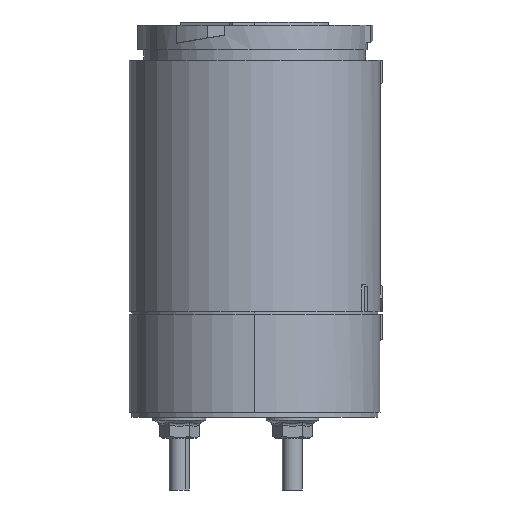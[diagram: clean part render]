
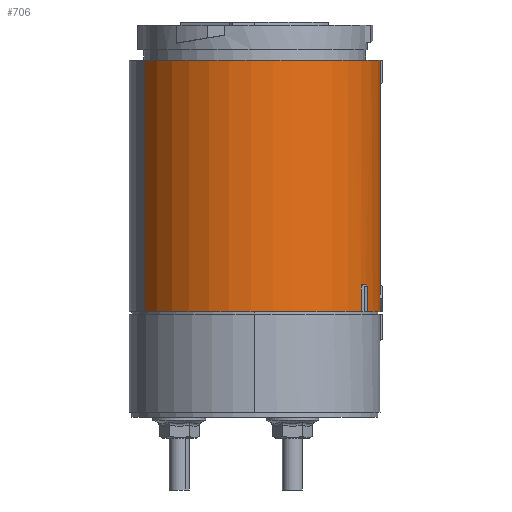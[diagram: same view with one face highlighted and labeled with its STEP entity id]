
A CAD part, left-side view. The second image highlights one B-rep face of the part: STEP entity #706.
In plain terms, the highlighted cylindrical face has radius 25 mm (diameter 50 mm), a partial arc.
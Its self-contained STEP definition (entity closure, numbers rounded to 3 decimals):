
#34=(
BOUNDED_CURVE()
B_SPLINE_CURVE(3,(#9489,#9490,#9491,#9492),.UNSPECIFIED.,.F.,.F.)
B_SPLINE_CURVE_WITH_KNOTS((4,4),(0.,1.),.UNSPECIFIED.)
CURVE()
GEOMETRIC_REPRESENTATION_ITEM()
RATIONAL_B_SPLINE_CURVE((1.,0.997,0.997,1.))
REPRESENTATION_ITEM('')
);
#35=(
BOUNDED_CURVE()
B_SPLINE_CURVE(3,(#9500,#9501,#9502,#9503),.UNSPECIFIED.,.F.,.F.)
B_SPLINE_CURVE_WITH_KNOTS((4,4),(0.,1.),.UNSPECIFIED.)
CURVE()
GEOMETRIC_REPRESENTATION_ITEM()
RATIONAL_B_SPLINE_CURVE((1.,0.998,0.998,1.))
REPRESENTATION_ITEM('')
);
#36=(
BOUNDED_CURVE()
B_SPLINE_CURVE(3,(#9510,#9511,#9512,#9513),.UNSPECIFIED.,.F.,.F.)
B_SPLINE_CURVE_WITH_KNOTS((4,4),(0.,1.),.UNSPECIFIED.)
CURVE()
GEOMETRIC_REPRESENTATION_ITEM()
RATIONAL_B_SPLINE_CURVE((1.,1.,1.,1.))
REPRESENTATION_ITEM('')
);
#227=B_SPLINE_CURVE_WITH_KNOTS('',3,(#9596,#9597,#9598,#9599),
 .UNSPECIFIED.,.F.,.F.,(4,4),(0.,1.),.UNSPECIFIED.);
#228=B_SPLINE_CURVE_WITH_KNOTS('',3,(#9601,#9602,#9603,#9604),
 .UNSPECIFIED.,.F.,.F.,(4,4),(0.,1.),.UNSPECIFIED.);
#706=ADVANCED_FACE('NONE',(#1022),#803,.T.);
#803=CYLINDRICAL_SURFACE('',#5654,25.);
#1022=FACE_OUTER_BOUND('',#1304,.T.);
#1304=EDGE_LOOP('',(#3339,#3340,#3341,#3342,#3343,#3344,#3345,#3346,#3347,
#3348,#3349,#3350,#3351,#3352,#3353,#3354,#3355));
#1666=LINE('',#9498,#2055);
#1672=LINE('',#9522,#2061);
#1674=LINE('',#9525,#2063);
#1685=LINE('',#9576,#2074);
#1692=LINE('',#9590,#2081);
#1693=LINE('',#9594,#2082);
#1694=LINE('',#9606,#2083);
#2055=VECTOR('',#6923,1.);
#2061=VECTOR('',#6935,1.);
#2063=VECTOR('',#6939,1.);
#2074=VECTOR('',#6980,1.);
#2081=VECTOR('',#6999,1.);
#2082=VECTOR('',#7002,1.);
#2083=VECTOR('',#7003,1.);
#3339=ORIENTED_EDGE('',*,*,#4827,.T.);
#3340=ORIENTED_EDGE('',*,*,#4798,.F.);
#3341=ORIENTED_EDGE('',*,*,#4792,.F.);
#3342=ORIENTED_EDGE('',*,*,#4796,.F.);
#3343=ORIENTED_EDGE('',*,*,#4828,.T.);
#3344=ORIENTED_EDGE('',*,*,#4789,.F.);
#3345=ORIENTED_EDGE('',*,*,#4785,.F.);
#3346=ORIENTED_EDGE('',*,*,#4788,.F.);
#3347=ORIENTED_EDGE('',*,*,#4829,.T.);
#3348=ORIENTED_EDGE('',*,*,#4830,.T.);
#3349=ORIENTED_EDGE('',*,*,#4831,.F.);
#3350=ORIENTED_EDGE('',*,*,#4832,.T.);
#3351=ORIENTED_EDGE('',*,*,#4833,.T.);
#3352=ORIENTED_EDGE('',*,*,#4834,.T.);
#3353=ORIENTED_EDGE('',*,*,#4835,.T.);
#3354=ORIENTED_EDGE('',*,*,#4836,.F.);
#3355=ORIENTED_EDGE('',*,*,#4820,.F.);
#4002=VERTEX_POINT('',#9488);
#4003=VERTEX_POINT('',#9493);
#4004=VERTEX_POINT('',#9497);
#4005=VERTEX_POINT('',#9504);
#4006=VERTEX_POINT('',#9508);
#4008=VERTEX_POINT('',#9514);
#4010=VERTEX_POINT('',#9520);
#4012=VERTEX_POINT('',#9526);
#4028=VERTEX_POINT('',#9571);
#4030=VERTEX_POINT('',#9575);
#4031=VERTEX_POINT('',#9589);
#4032=VERTEX_POINT('',#9591);
#4033=VERTEX_POINT('',#9593);
#4034=VERTEX_POINT('',#9595);
#4035=VERTEX_POINT('',#9600);
#4036=VERTEX_POINT('',#9605);
#4037=VERTEX_POINT('',#9607);
#4785=EDGE_CURVE('NONE',#4002,#4003,#34,.T.);
#4788=EDGE_CURVE('NONE',#4004,#4002,#1666,.T.);
#4789=EDGE_CURVE('NONE',#4003,#4005,#35,.T.);
#4792=EDGE_CURVE('NONE',#4006,#4008,#36,.T.);
#4796=EDGE_CURVE('NONE',#4010,#4006,#1672,.T.);
#4798=EDGE_CURVE('NONE',#4008,#4012,#1674,.T.);
#4820=EDGE_CURVE('NONE',#4030,#4028,#1685,.T.);
#4827=EDGE_CURVE('NONE',#4030,#4012,#5131,.T.);
#4828=EDGE_CURVE('NONE',#4010,#4005,#5132,.T.);
#4829=EDGE_CURVE('NONE',#4004,#4031,#5133,.T.);
#4830=EDGE_CURVE('NONE',#4031,#4032,#1692,.T.);
#4831=EDGE_CURVE('NONE',#4033,#4032,#5134,.T.);
#4832=EDGE_CURVE('NONE',#4033,#4034,#1693,.T.);
#4833=EDGE_CURVE('NONE',#4034,#4035,#227,.T.);
#4834=EDGE_CURVE('NONE',#4035,#4036,#228,.T.);
#4835=EDGE_CURVE('NONE',#4036,#4037,#1694,.T.);
#4836=EDGE_CURVE('NONE',#4028,#4037,#5135,.T.);
#5131=CIRCLE('',#5649,25.);
#5132=CIRCLE('',#5650,25.);
#5133=CIRCLE('',#5651,25.);
#5134=CIRCLE('',#5652,25.);
#5135=CIRCLE('',#5653,25.);
#5649=AXIS2_PLACEMENT_3D('',#9586,#6993,#6994);
#5650=AXIS2_PLACEMENT_3D('',#9587,#6995,#6996);
#5651=AXIS2_PLACEMENT_3D('',#9588,#6997,#6998);
#5652=AXIS2_PLACEMENT_3D('',#9592,#7000,#7001);
#5653=AXIS2_PLACEMENT_3D('',#9608,#7004,#7005);
#5654=AXIS2_PLACEMENT_3D('',#9609,#7006,#7007);
#6923=DIRECTION('',(0.,0.,1.));
#6935=DIRECTION('',(0.,0.,1.));
#6939=DIRECTION('',(0.,0.,-1.));
#6980=DIRECTION('',(0.,0.,1.));
#6993=DIRECTION('',(0.,0.,1.));
#6994=DIRECTION('',(-1.,0.,0.));
#6995=DIRECTION('',(0.,0.,1.));
#6996=DIRECTION('',(-1.,0.,0.));
#6997=DIRECTION('',(0.,0.,1.));
#6998=DIRECTION('',(-1.,0.,0.));
#6999=DIRECTION('',(0.,0.,1.));
#7000=DIRECTION('',(0.,0.,1.));
#7001=DIRECTION('',(1.,0.,0.));
#7002=DIRECTION('',(0.,0.,-1.));
#7003=DIRECTION('',(0.,0.,1.));
#7004=DIRECTION('',(0.,0.,1.));
#7005=DIRECTION('',(1.,0.,0.));
#7006=DIRECTION('',(0.,0.,-1.));
#7007=DIRECTION('',(1.,0.,0.));
#9488=CARTESIAN_POINT('',(2.353,-24.889,15.636));
#9489=CARTESIAN_POINT('',(2.353,-24.889,15.636));
#9490=CARTESIAN_POINT('',(0.669,-25.048,14.475));
#9491=CARTESIAN_POINT('',(-1.023,-25.036,13.426));
#9492=CARTESIAN_POINT('',(-2.704,-24.853,12.5));
#9493=CARTESIAN_POINT('',(-2.704,-24.853,12.5));
#9497=CARTESIAN_POINT('',(2.353,-24.889,10.));
#9498=CARTESIAN_POINT('',(2.353,-24.889,17.5));
#9500=CARTESIAN_POINT('',(-2.704,-24.853,12.5));
#9501=CARTESIAN_POINT('',(-1.337,-25.002,11.747));
#9502=CARTESIAN_POINT('',(0.038,-25.038,10.911));
#9503=CARTESIAN_POINT('',(1.412,-24.96,10.));
#9504=CARTESIAN_POINT('',(1.412,-24.96,10.));
#9508=CARTESIAN_POINT('',(-11.714,-22.086,15.298));
#9510=CARTESIAN_POINT('',(-11.714,-22.086,15.298));
#9511=CARTESIAN_POINT('',(-12.243,-21.805,15.286));
#9512=CARTESIAN_POINT('',(-12.762,-21.506,15.286));
#9513=CARTESIAN_POINT('',(-13.27,-21.188,15.298));
#9514=CARTESIAN_POINT('',(-13.27,-21.188,15.298));
#9520=CARTESIAN_POINT('',(-11.714,-22.086,10.));
#9522=CARTESIAN_POINT('',(-11.714,-22.086,10.));
#9525=CARTESIAN_POINT('',(-13.27,-21.188,15.298));
#9526=CARTESIAN_POINT('',(-13.27,-21.188,10.));
#9571=CARTESIAN_POINT('',(-11.986,21.94,60.));
#9575=CARTESIAN_POINT('',(-11.986,21.94,10.));
#9576=CARTESIAN_POINT('',(-11.986,21.94,14.));
#9586=CARTESIAN_POINT('',(0.,0.,10.));
#9587=CARTESIAN_POINT('',(0.,0.,10.));
#9588=CARTESIAN_POINT('',(0.,0.,10.));
#9589=CARTESIAN_POINT('',(11.986,-21.94,10.));
#9590=CARTESIAN_POINT('',(11.986,-21.94,14.));
#9591=CARTESIAN_POINT('',(11.986,-21.94,60.));
#9592=CARTESIAN_POINT('',(0.,0.,60.));
#9593=CARTESIAN_POINT('',(0.898,-24.984,60.));
#9594=CARTESIAN_POINT('',(0.898,-24.984,60.));
#9595=CARTESIAN_POINT('',(0.898,-24.984,55.202));
#9596=CARTESIAN_POINT('',(0.898,-24.984,55.202));
#9597=CARTESIAN_POINT('',(0.799,-24.987,55.204));
#9598=CARTESIAN_POINT('',(0.699,-24.99,55.206));
#9599=CARTESIAN_POINT('',(0.6,-24.993,55.207));
#9600=CARTESIAN_POINT('',(0.6,-24.993,55.207));
#9601=CARTESIAN_POINT('',(0.6,-24.993,55.207));
#9602=CARTESIAN_POINT('',(0.101,-25.005,55.214));
#9603=CARTESIAN_POINT('',(-0.399,-25.002,55.212));
#9604=CARTESIAN_POINT('',(-0.898,-24.984,55.202));
#9605=CARTESIAN_POINT('',(-0.898,-24.984,55.202));
#9606=CARTESIAN_POINT('',(-0.898,-24.984,57.75));
#9607=CARTESIAN_POINT('',(-0.898,-24.984,60.));
#9608=CARTESIAN_POINT('',(0.,0.,60.));
#9609=CARTESIAN_POINT('',(0.,0.,17.5));
